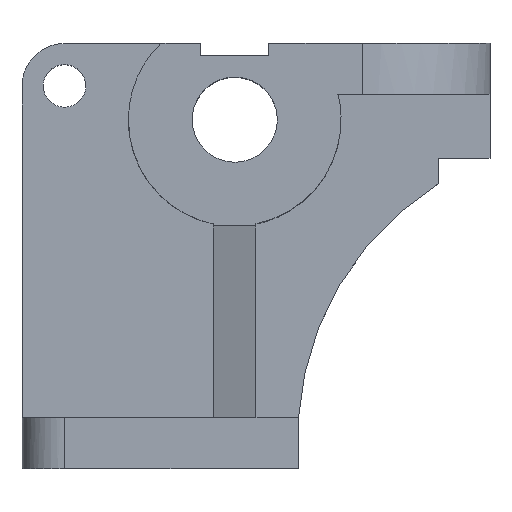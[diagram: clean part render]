
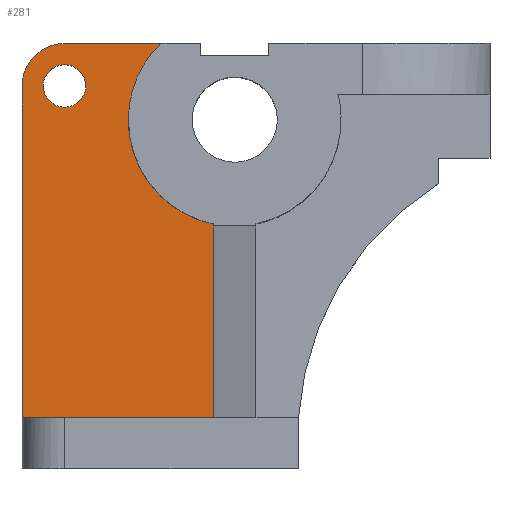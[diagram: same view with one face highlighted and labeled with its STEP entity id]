
A CAD part, top view. The second image highlights one B-rep face of the part: STEP entity #281.
In plain terms, the highlighted free-form (B-spline) face has degree [1, 1] with [2, 2] control points.
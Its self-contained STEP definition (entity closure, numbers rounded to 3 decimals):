
#120 = VERTEX_POINT('',#121);
#121 = CARTESIAN_POINT('',(-45.333,10.362,
    15.543));
#126 = EDGE_CURVE('',#127,#120,#129,.T.);
#127 = VERTEX_POINT('',#128);
#128 = CARTESIAN_POINT('',(-58.286,10.362,
    15.543));
#129 = ( BOUNDED_CURVE() B_SPLINE_CURVE(2,(#130,#131,#132,#133,#134),
.UNSPECIFIED.,.F.,.F.) B_SPLINE_CURVE_WITH_KNOTS((3,2,3),(3.142,
4.712,6.283),.PIECEWISE_BEZIER_KNOTS.) CURVE() 
GEOMETRIC_REPRESENTATION_ITEM() RATIONAL_B_SPLINE_CURVE((1.,
0.707,1.,0.707,1.)) REPRESENTATION_ITEM('') );
#130 = CARTESIAN_POINT('',(-58.286,10.362,
    15.543));
#131 = CARTESIAN_POINT('',(-58.286,3.886,
    15.543));
#132 = CARTESIAN_POINT('',(-51.809,3.886,
    15.543));
#133 = CARTESIAN_POINT('',(-45.333,3.886,
    15.543));
#134 = CARTESIAN_POINT('',(-45.333,10.362,
    15.543));
#224 = VERTEX_POINT('',#225);
#225 = CARTESIAN_POINT('',(-32.381,0.,15.543));
#230 = EDGE_CURVE('',#231,#224,#233,.T.);
#231 = VERTEX_POINT('',#232);
#232 = CARTESIAN_POINT('',(-6.476,-31.727,
    15.543));
#233 = ( BOUNDED_CURVE() B_SPLINE_CURVE(2,(#234,#235,#236),
.UNSPECIFIED.,.F.,.F.) B_SPLINE_CURVE_WITH_KNOTS((3,3),(4.914,
6.283),.PIECEWISE_BEZIER_KNOTS.) CURVE() 
GEOMETRIC_REPRESENTATION_ITEM() RATIONAL_B_SPLINE_CURVE((1.,
0.775,1.)) REPRESENTATION_ITEM('') );
#234 = CARTESIAN_POINT('',(-6.476,-31.727,
    15.543));
#235 = CARTESIAN_POINT('',(-32.381,-26.439,
    15.543));
#236 = CARTESIAN_POINT('',(-32.381,0.,
    15.543));
#263 = VERTEX_POINT('',#264);
#264 = CARTESIAN_POINT('',(-22.471,23.314,
    15.543));
#269 = EDGE_CURVE('',#224,#263,#270,.T.);
#270 = ( BOUNDED_CURVE() B_SPLINE_CURVE(2,(#271,#272,#273),
.UNSPECIFIED.,.F.,.F.) B_SPLINE_CURVE_WITH_KNOTS((3,3),(0.,
0.804),.PIECEWISE_BEZIER_KNOTS.) CURVE() 
GEOMETRIC_REPRESENTATION_ITEM() RATIONAL_B_SPLINE_CURVE((1.,
0.92,1.)) REPRESENTATION_ITEM('') );
#271 = CARTESIAN_POINT('',(-32.381,0.,15.543));
#272 = CARTESIAN_POINT('',(-32.381,13.763,
    15.543));
#273 = CARTESIAN_POINT('',(-22.471,23.314,
    15.543));
#281 = ADVANCED_FACE('',(#282,#293),#331,.F.);
#282 = FACE_BOUND('',#283,.T.);
#283 = EDGE_LOOP('',(#284,#292));
#284 = ORIENTED_EDGE('',*,*,#285,.F.);
#285 = EDGE_CURVE('',#120,#127,#286,.T.);
#286 = ( BOUNDED_CURVE() B_SPLINE_CURVE(2,(#287,#288,#289,#290,#291),
.UNSPECIFIED.,.F.,.F.) B_SPLINE_CURVE_WITH_KNOTS((3,2,3),(0.,
1.571,3.142),.PIECEWISE_BEZIER_KNOTS.) CURVE() 
GEOMETRIC_REPRESENTATION_ITEM() RATIONAL_B_SPLINE_CURVE((1.,
0.707,1.,0.707,1.)) REPRESENTATION_ITEM('') );
#287 = CARTESIAN_POINT('',(-45.333,10.362,
    15.543));
#288 = CARTESIAN_POINT('',(-45.333,16.838,
    15.543));
#289 = CARTESIAN_POINT('',(-51.809,16.838,
    15.543));
#290 = CARTESIAN_POINT('',(-58.286,16.838,
    15.543));
#291 = CARTESIAN_POINT('',(-58.286,10.362,
    15.543));
#292 = ORIENTED_EDGE('',*,*,#126,.F.);
#293 = FACE_BOUND('',#294,.T.);
#294 = EDGE_LOOP('',(#295,#302,#303,#304,#311,#319,#326));
#295 = ORIENTED_EDGE('',*,*,#296,.F.);
#296 = EDGE_CURVE('',#231,#297,#299,.T.);
#297 = VERTEX_POINT('',#298);
#298 = CARTESIAN_POINT('',(-6.476,-90.666,
    15.543));
#299 = B_SPLINE_CURVE_WITH_KNOTS('',1,(#300,#301),.UNSPECIFIED.,.F.,.F.,
  (2,2),(24.495,70.),.PIECEWISE_BEZIER_KNOTS.);
#300 = CARTESIAN_POINT('',(-6.476,-31.727,
    15.543));
#301 = CARTESIAN_POINT('',(-6.476,-90.666,
    15.543));
#302 = ORIENTED_EDGE('',*,*,#230,.T.);
#303 = ORIENTED_EDGE('',*,*,#269,.T.);
#304 = ORIENTED_EDGE('',*,*,#305,.F.);
#305 = EDGE_CURVE('',#306,#263,#308,.T.);
#306 = VERTEX_POINT('',#307);
#307 = CARTESIAN_POINT('',(-51.809,23.314,
    15.543));
#308 = B_SPLINE_CURVE_WITH_KNOTS('',1,(#309,#310),.UNSPECIFIED.,.F.,.F.,
  (2,2),(-40.,-17.349),.PIECEWISE_BEZIER_KNOTS.);
#309 = CARTESIAN_POINT('',(-51.809,23.314,
    15.543));
#310 = CARTESIAN_POINT('',(-22.471,23.314,
    15.543));
#311 = ORIENTED_EDGE('',*,*,#312,.F.);
#312 = EDGE_CURVE('',#313,#306,#315,.T.);
#313 = VERTEX_POINT('',#314);
#314 = CARTESIAN_POINT('',(-64.762,10.362,
    15.543));
#315 = ( BOUNDED_CURVE() B_SPLINE_CURVE(2,(#316,#317,#318),
.UNSPECIFIED.,.F.,.F.) B_SPLINE_CURVE_WITH_KNOTS((3,3),(0.,
1.571),.PIECEWISE_BEZIER_KNOTS.) CURVE() 
GEOMETRIC_REPRESENTATION_ITEM() RATIONAL_B_SPLINE_CURVE((1.,
0.707,1.)) REPRESENTATION_ITEM('') );
#316 = CARTESIAN_POINT('',(-64.762,10.362,
    15.543));
#317 = CARTESIAN_POINT('',(-64.762,23.314,
    15.543));
#318 = CARTESIAN_POINT('',(-51.809,23.314,
    15.543));
#319 = ORIENTED_EDGE('',*,*,#320,.T.);
#320 = EDGE_CURVE('',#313,#321,#323,.T.);
#321 = VERTEX_POINT('',#322);
#322 = CARTESIAN_POINT('',(-64.762,-90.666,
    15.543));
#323 = B_SPLINE_CURVE_WITH_KNOTS('',1,(#324,#325),.UNSPECIFIED.,.F.,.F.,
  (2,2),(-8.,70.),.PIECEWISE_BEZIER_KNOTS.);
#324 = CARTESIAN_POINT('',(-64.762,10.362,
    15.543));
#325 = CARTESIAN_POINT('',(-64.762,-90.666,
    15.543));
#326 = ORIENTED_EDGE('',*,*,#327,.F.);
#327 = EDGE_CURVE('',#297,#321,#328,.T.);
#328 = B_SPLINE_CURVE_WITH_KNOTS('',1,(#329,#330),.UNSPECIFIED.,.F.,.F.,
  (2,2),(5.,50.),.PIECEWISE_BEZIER_KNOTS.);
#329 = CARTESIAN_POINT('',(-6.476,-90.666,
    15.543));
#330 = CARTESIAN_POINT('',(-64.762,-90.666,
    15.543));
#331 = B_SPLINE_SURFACE_WITH_KNOTS('',1,1,(
    (#332,#333)
    ,(#334,#335
    )),.UNSPECIFIED.,.F.,.F.,.F.,(2,2),(2,2),(5.,50.),(-70.,18.),
  .PIECEWISE_BEZIER_KNOTS.);
#332 = CARTESIAN_POINT('',(-6.476,-90.666,
    15.543));
#333 = CARTESIAN_POINT('',(-6.476,23.314,
    15.543));
#334 = CARTESIAN_POINT('',(-64.762,-90.666,
    15.543));
#335 = CARTESIAN_POINT('',(-64.762,23.314,
    15.543));
